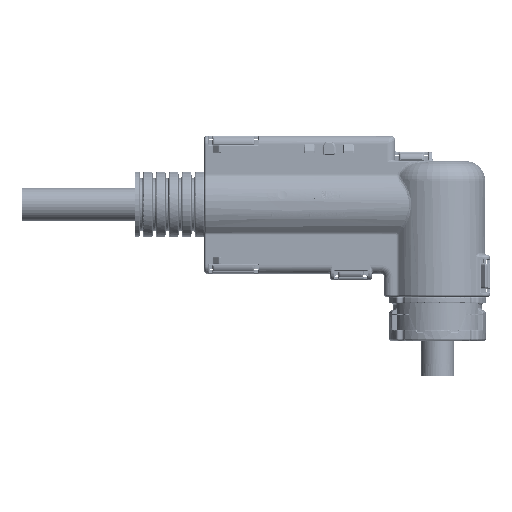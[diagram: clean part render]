
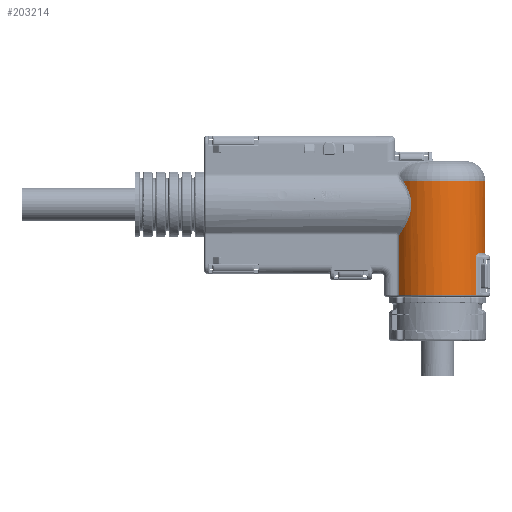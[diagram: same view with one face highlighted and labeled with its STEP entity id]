
A CAD part, top view. The second image highlights one B-rep face of the part: STEP entity #203214.
In plain terms, the highlighted cylindrical face has radius 11.5 mm (diameter 23 mm), a partial arc.
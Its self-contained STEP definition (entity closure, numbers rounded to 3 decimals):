
#203152=AXIS2_PLACEMENT_3D('Cylinder Axis2P3D',#203149,#203150,#203151) ;
#203175=AXIS2_PLACEMENT_3D('Circle Axis2P3D',#203173,#203174,$) ;
#203189=AXIS2_PLACEMENT_3D('Circle Axis2P3D',#203187,#203188,$) ;
#203201=AXIS2_PLACEMENT_3D('Circle Axis2P3D',#203199,#203200,$) ;
#192439=CARTESIAN_POINT('Vertex',(-9.13,25.455,6.992)) ;
#192443=CARTESIAN_POINT('Control Point',(-9.13,25.455,6.992)) ;
#192444=CARTESIAN_POINT('Control Point',(-8.755,26.014,7.482)) ;
#192445=CARTESIAN_POINT('Control Point',(-8.368,26.615,7.919)) ;
#192446=CARTESIAN_POINT('Control Point',(-7.982,27.254,8.303)) ;
#192447=CARTESIAN_POINT('Control Point',(-7.342,28.409,8.871)) ;
#192448=CARTESIAN_POINT('Control Point',(-6.805,29.69,9.276)) ;
#192449=CARTESIAN_POINT('Control Point',(-6.608,30.242,9.415)) ;
#192450=CARTESIAN_POINT('Control Point',(-6.265,31.517,9.647)) ;
#192451=CARTESIAN_POINT('Control Point',(-6.183,32.87,9.695)) ;
#192452=CARTESIAN_POINT('Control Point',(-6.244,33.617,9.658)) ;
#192453=CARTESIAN_POINT('Control Point',(-6.546,35.095,9.464)) ;
#192454=CARTESIAN_POINT('Control Point',(-7.093,36.441,9.063)) ;
#192455=CARTESIAN_POINT('Control Point',(-7.412,37.092,8.809)) ;
#192456=CARTESIAN_POINT('Control Point',(-7.748,37.713,8.512)) ;
#192457=CARTESIAN_POINT('Control Point',(-8.092,38.3,8.171)) ;
#192458=CARTESIAN_POINT('Vertex',(-8.092,38.3,8.171)) ;
#203149=CARTESIAN_POINT('Axis2P3D Location',(0.,26.9,0.)) ;
#203154=CARTESIAN_POINT('Line Origine',(9.271,26.9,6.804)) ;
#203158=CARTESIAN_POINT('Vertex',(9.271,11.1,6.804)) ;
#203160=CARTESIAN_POINT('Vertex',(9.271,20.1,6.804)) ;
#203164=CARTESIAN_POINT('Control Point',(9.903,21.1,5.846)) ;
#203165=CARTESIAN_POINT('Control Point',(9.735,21.1,6.132)) ;
#203166=CARTESIAN_POINT('Control Point',(9.56,20.985,6.405)) ;
#203167=CARTESIAN_POINT('Control Point',(9.384,20.792,6.652)) ;
#203168=CARTESIAN_POINT('Control Point',(9.271,20.446,6.804)) ;
#203169=CARTESIAN_POINT('Control Point',(9.271,20.1,6.804)) ;
#203170=CARTESIAN_POINT('Vertex',(9.903,21.1,5.846)) ;
#203173=CARTESIAN_POINT('Axis2P3D Location',(0.,21.1,0.)) ;
#203177=CARTESIAN_POINT('Vertex',(11.5,21.1,0.)) ;
#203180=CARTESIAN_POINT('Line Origine',(11.5,26.9,0.)) ;
#203184=CARTESIAN_POINT('Vertex',(11.5,38.3,0.)) ;
#203187=CARTESIAN_POINT('Axis2P3D Location',(0.,38.3,0.)) ;
#203192=CARTESIAN_POINT('Line Origine',(-9.13,26.9,6.992)) ;
#203196=CARTESIAN_POINT('Vertex',(-9.13,11.1,6.992)) ;
#203199=CARTESIAN_POINT('Axis2P3D Location',(0.,11.1,0.)) ;
#203150=DIRECTION('Axis2P3D Direction',(0.,-1.,0.)) ;
#203151=DIRECTION('Axis2P3D XDirection',(1.,0.,0.)) ;
#203155=DIRECTION('Vector Direction',(0.,-1.,0.)) ;
#203174=DIRECTION('Axis2P3D Direction',(0.,-1.,0.)) ;
#203181=DIRECTION('Vector Direction',(0.,-1.,0.)) ;
#203188=DIRECTION('Axis2P3D Direction',(0.,-1.,0.)) ;
#203193=DIRECTION('Vector Direction',(0.,-1.,0.)) ;
#203200=DIRECTION('Axis2P3D Direction',(0.,-1.,0.)) ;
#203156=VECTOR('Line Direction',#203155,1.) ;
#203182=VECTOR('Line Direction',#203181,1.) ;
#203194=VECTOR('Line Direction',#203193,1.) ;
#203205=ORIENTED_EDGE('',*,*,#203162,.T.) ;
#203206=ORIENTED_EDGE('',*,*,#203172,.T.) ;
#203207=ORIENTED_EDGE('',*,*,#203179,.T.) ;
#203208=ORIENTED_EDGE('',*,*,#203186,.T.) ;
#203209=ORIENTED_EDGE('',*,*,#203191,.T.) ;
#203210=ORIENTED_EDGE('',*,*,#192460,.T.) ;
#203211=ORIENTED_EDGE('',*,*,#203198,.T.) ;
#203212=ORIENTED_EDGE('',*,*,#203203,.F.) ;
#203214=ADVANCED_FACE('SV241 cap bottom',(#203213),#203153,.T.) ;
#192442=B_SPLINE_CURVE_WITH_KNOTS('',5,(#192443,#192444,#192445,#192446,#192447,#192448,#192449,#192450,#192451,#192452,#192453,#192454,#192455,#192456,#192457),.UNSPECIFIED.,.F.,.U.,(6,3,3,3,6),(10.064,14.17,17.062,20.57,24.302),.UNSPECIFIED.) ;
#203163=B_SPLINE_CURVE_WITH_KNOTS('',5,(#203164,#203165,#203166,#203167,#203168,#203169),.UNSPECIFIED.,.F.,.U.,(6,6),(0.,2.399),.UNSPECIFIED.) ;
#203176=CIRCLE('generated circle',#203175,11.5) ;
#203190=CIRCLE('generated circle',#203189,11.5) ;
#203202=CIRCLE('generated circle',#203201,11.5) ;
#203153=CYLINDRICAL_SURFACE('generated cylinder',#203152,11.5) ;
#192460=EDGE_CURVE('',#192459,#192440,#192442,.F.) ;
#203162=EDGE_CURVE('',#203159,#203161,#203157,.F.) ;
#203172=EDGE_CURVE('',#203161,#203171,#203163,.F.) ;
#203179=EDGE_CURVE('',#203171,#203178,#203176,.F.) ;
#203186=EDGE_CURVE('',#203178,#203185,#203183,.F.) ;
#203191=EDGE_CURVE('',#203185,#192459,#203190,.T.) ;
#203198=EDGE_CURVE('',#192440,#203197,#203195,.T.) ;
#203203=EDGE_CURVE('',#203159,#203197,#203202,.T.) ;
#203204=EDGE_LOOP('',(#203205,#203206,#203207,#203208,#203209,#203210,#203211,#203212)) ;
#203213=FACE_OUTER_BOUND('',#203204,.T.) ;
#203157=LINE('Line',#203154,#203156) ;
#203183=LINE('Line',#203180,#203182) ;
#203195=LINE('Line',#203192,#203194) ;
#192440=VERTEX_POINT('',#192439) ;
#192459=VERTEX_POINT('',#192458) ;
#203159=VERTEX_POINT('',#203158) ;
#203161=VERTEX_POINT('',#203160) ;
#203171=VERTEX_POINT('',#203170) ;
#203178=VERTEX_POINT('',#203177) ;
#203185=VERTEX_POINT('',#203184) ;
#203197=VERTEX_POINT('',#203196) ;
